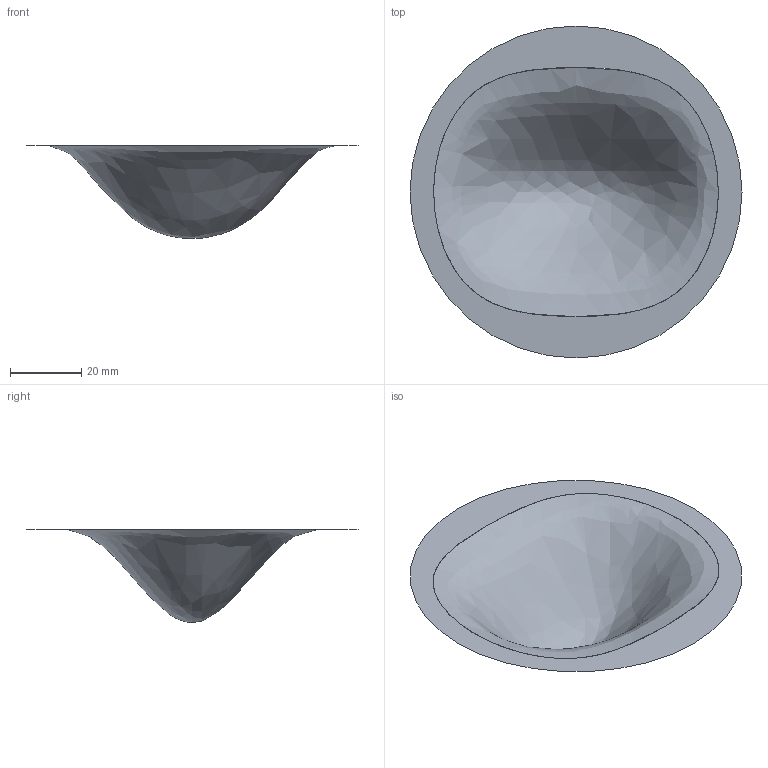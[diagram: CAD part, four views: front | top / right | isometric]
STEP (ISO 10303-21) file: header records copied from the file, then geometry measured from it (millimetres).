
FILE_DESCRIPTION (( 'STEP AP203' ), '1' );
FILE_NAME ('FreeForm.STEP', '2013-04-09T05:32:49', ( 'Rakesh' ), ( 'IITK' ), 'SwSTEP 2.0', 'SolidWorks 2007', '' );
FILE_SCHEMA (( 'CONFIG_CONTROL_DESIGN' ));
Length unit declared in the file: millimetre
Products named in the file (1): FreeForm
Bounding box: 93.26 x 93.26 x 26 mm (x, y, z)
Surface area: 8125.5 mm2 (no closed solid volume)
Topology: 0 solids, 2 shells, 2 faces, 6 edges, 6 vertices
Faces by surface type: plane 1, bspline 1
Entity records: 1457 total; most frequent: CARTESIAN_POINT 1329, DIRECTION 8, PERSON_AND_ORGANIZATION 8, VERTEX_POINT 6, EDGE_CURVE 6, ORIENTED_EDGE 6, DATE_AND_TIME 5, CALENDAR_DATE 5
